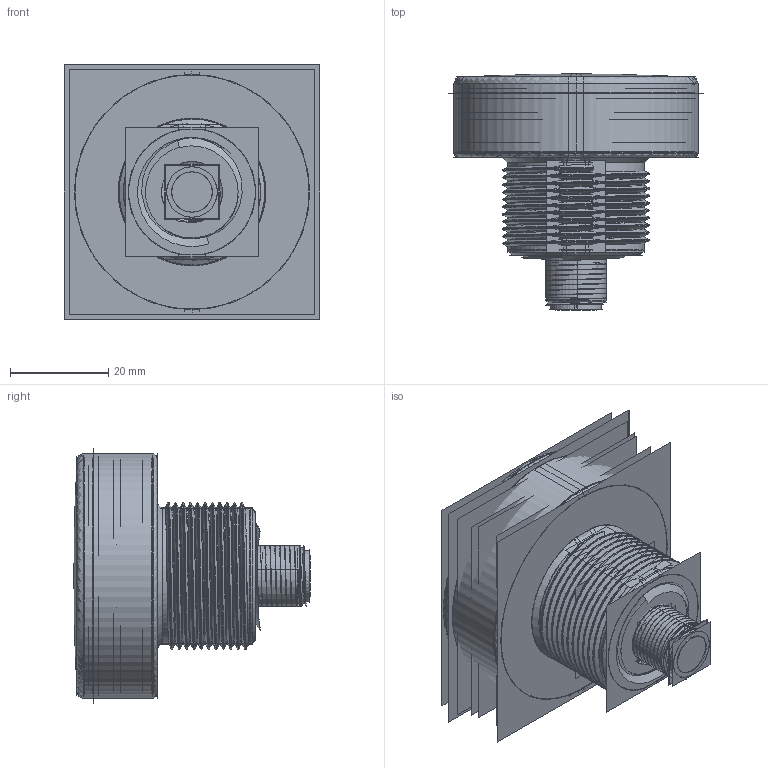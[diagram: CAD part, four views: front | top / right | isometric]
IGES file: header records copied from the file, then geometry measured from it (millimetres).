
Start section:  PTC IGES file: 200856.igs
Global section: file name: 200856.igs; native system: Creo Parametric by PTC Inc.; preprocessor: 2016260; author: pdmadmin; organization: Unknown; date: 20181119.130455; units: millimetre
Bounding box: 52.03 x 48.18 x 52 mm (x, y, z)
Volume: 21841.9 mm3; surface area: 163726.7 mm2
Topology: 4 solids, 4 shells, 906 faces, 4515 edges, 5705 vertices
Faces by surface type: revolution 522, bspline 384
